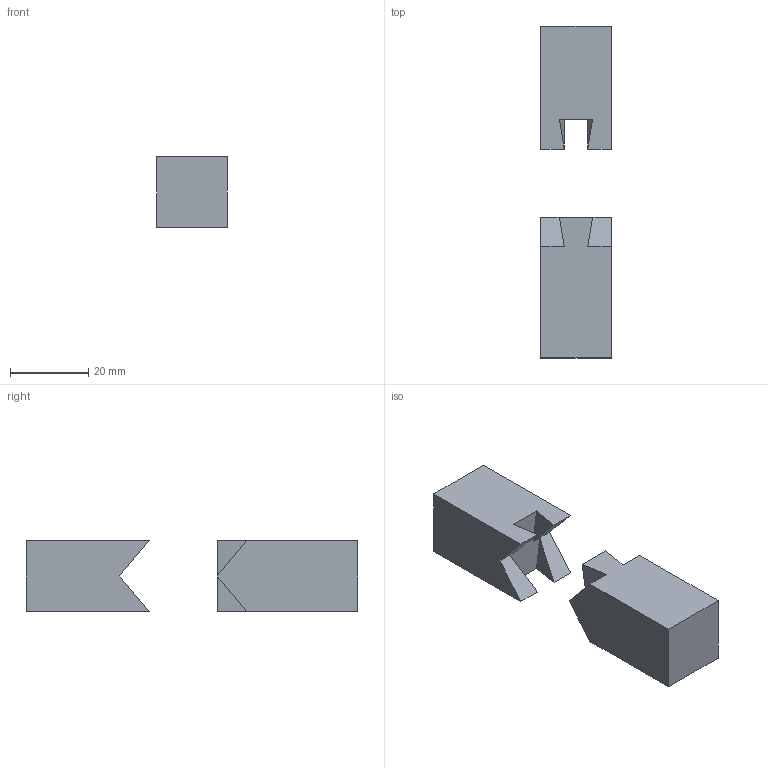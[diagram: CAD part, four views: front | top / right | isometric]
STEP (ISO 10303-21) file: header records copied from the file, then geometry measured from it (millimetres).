
FILE_DESCRIPTION(/* description */ (''),/* implementation_level */ '2;1');
FILE_NAME(/* name */ '73438.step',/* time_stamp */ '2018-12-24T11:30:19+09:00',/* author */ ('ryo2003'),/* organization */ (''),/* preprocessor_version */ 'ST-DEVELOPER v17',/* originating_system */ 'Autodesk Translation Framework v7.1.0.215',/* authorisation */ '');
FILE_SCHEMA (('AUTOMOTIVE_DESIGN { 1 0 10303 214 3 1 1 }'));
Length unit declared in the file: millimetre
Products named in the file (3): 大阪城大手門控柱継手2; コンポーネント1; コンポーネント2
Assembly tree (2 placements, depth 2):
  大阪城大手門控柱継手2
    コンポーネント1
    コンポーネント2
Bounding box: 18 x 84.94 x 18 mm (x, y, z)
Volume: 19420.6 mm3; surface area: 6052.1 mm2
Topology: 2 solids, 2 shells, 28 faces, 68 edges, 44 vertices
Faces by surface type: plane 28
Entity records: 901 total; most frequent: CARTESIAN_POINT 146, ORIENTED_EDGE 136, DIRECTION 136, LINE 68, VECTOR 68, EDGE_CURVE 68, VERTEX_POINT 44, AXIS2_PLACEMENT_3D 34
